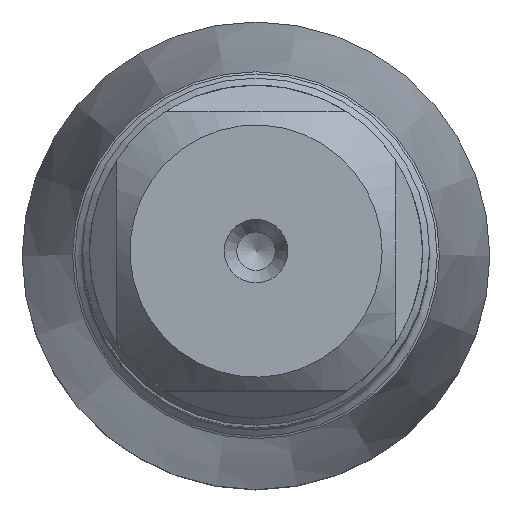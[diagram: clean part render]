
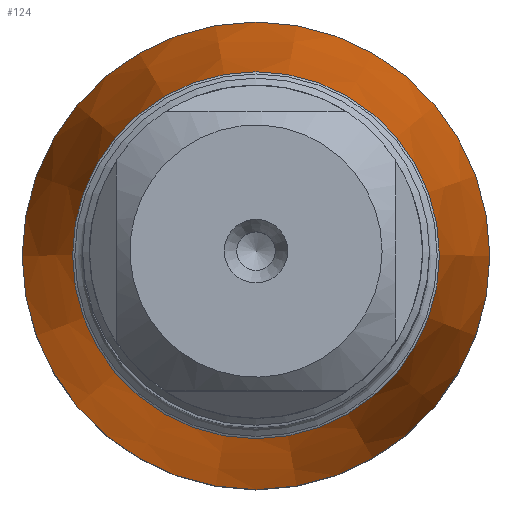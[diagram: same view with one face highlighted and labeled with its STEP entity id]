
A CAD part, top view. The second image highlights one B-rep face of the part: STEP entity #124.
In plain terms, the highlighted conical face has half-angle 8 degrees and reference radius 9.515 mm.
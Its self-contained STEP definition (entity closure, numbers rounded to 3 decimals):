
#124=ADVANCED_FACE('',(#164,#165),#136,.T.);
#136=CONICAL_SURFACE('',#499,9.515,8.);
#164=FACE_BOUND('',#211,.T.);
#165=FACE_BOUND('',#212,.T.);
#211=EDGE_LOOP('',(#295));
#212=EDGE_LOOP('',(#296));
#295=ORIENTED_EDGE('',*,*,#379,.F.);
#296=ORIENTED_EDGE('',*,*,#380,.T.);
#336=VERTEX_POINT('',#781);
#337=VERTEX_POINT('',#784);
#379=EDGE_CURVE('',#336,#336,#401,.T.);
#380=EDGE_CURVE('',#337,#337,#402,.T.);
#401=CIRCLE('',#496,9.515);
#402=CIRCLE('',#498,12.127);
#496=AXIS2_PLACEMENT_3D('',#780,#611,#612);
#498=AXIS2_PLACEMENT_3D('',#783,#615,#616);
#499=AXIS2_PLACEMENT_3D('',#785,#617,#618);
#611=DIRECTION('',(0.,0.,1.));
#612=DIRECTION('',(1.,0.,0.));
#615=DIRECTION('',(0.,0.,1.));
#616=DIRECTION('',(-1.,0.,0.));
#617=DIRECTION('',(0.,0.,-1.));
#618=DIRECTION('',(-1.,0.,0.));
#780=CARTESIAN_POINT('',(0.,0.,-122.));
#781=CARTESIAN_POINT('',(9.515,0.,-122.));
#783=CARTESIAN_POINT('',(0.,0.,-140.588));
#784=CARTESIAN_POINT('',(-12.127,0.,-140.588));
#785=CARTESIAN_POINT('',(0.,0.,-122.));
